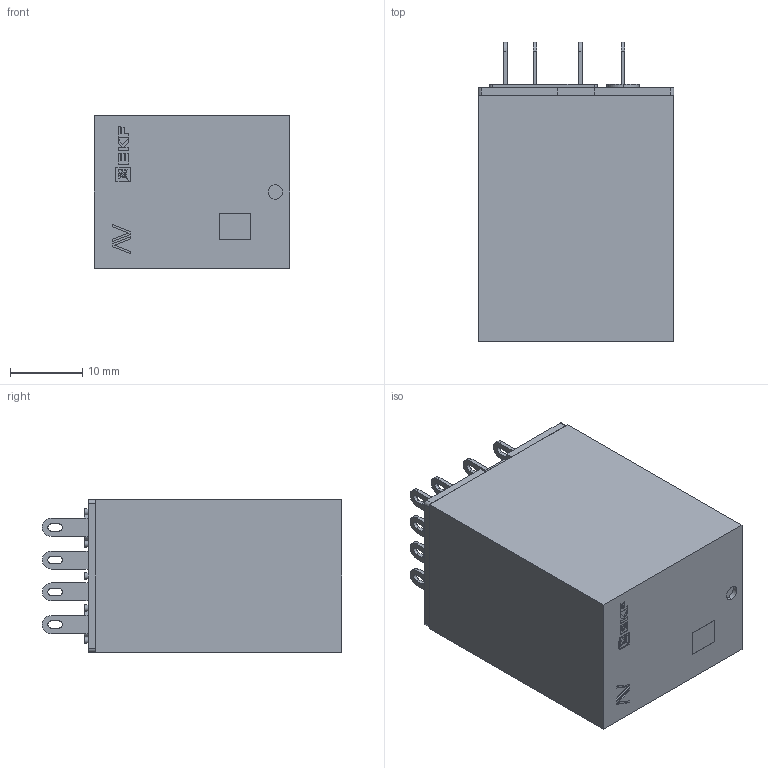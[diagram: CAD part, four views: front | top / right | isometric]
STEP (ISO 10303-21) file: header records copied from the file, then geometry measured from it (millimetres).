
FILE_DESCRIPTION (( 'STEP AP214' ), '1' );
FILE_NAME ('rpa-22-4-24(220)DC.ÃÌ Ðåëå ïðîìåæóòî÷íîå RPA 22-4.STEP', '2024-07-01T14:20:51', ( '' ), ( '' ), 'SwSTEP 2.0', 'SolidWorks 2021', '' );
FILE_SCHEMA (( 'AUTOMOTIVE_DESIGN' ));
Length unit declared in the file: millimetre
Products named in the file (1): rpa-22-4-24(220)DC.ÃÌ Ðåëå ïðîìåæóòî÷íîå RPA 22-4
Bounding box: 27 x 41.3 x 21 mm (x, y, z)
Volume: 19961.3 mm3; surface area: 6232.4 mm2
Topology: 16 solids, 16 shells, 289 faces, 711 edges, 473 vertices
Faces by surface type: plane 213, cylinder 62, bspline 14
Entity records: 9893 total; most frequent: CARTESIAN_POINT 1646, ORIENTED_EDGE 1418, DIRECTION 1361, EDGE_CURVE 709, VECTOR 557, LINE 557, VERTEX_POINT 473, AXIS2_PLACEMENT_3D 402
